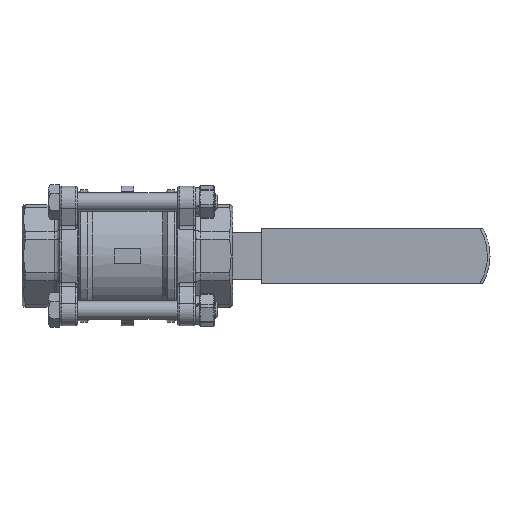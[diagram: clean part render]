
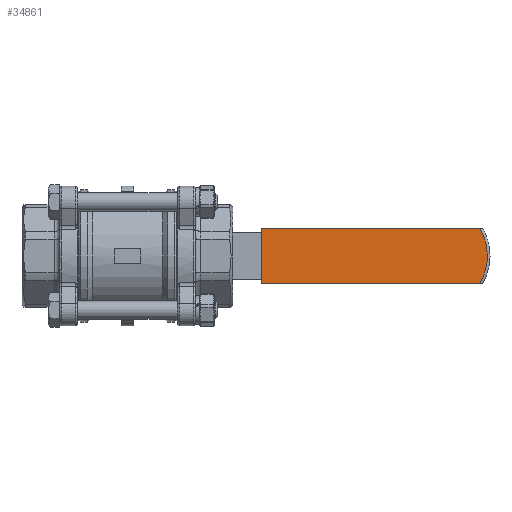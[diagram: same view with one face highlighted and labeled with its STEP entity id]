
A CAD part, front view. The second image highlights one B-rep face of the part: STEP entity #34861.
In plain terms, the highlighted planar face has unit normal (0, -1, 0).
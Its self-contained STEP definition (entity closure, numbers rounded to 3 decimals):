
#1244 = AXIS2_PLACEMENT_3D ( 'NONE', #1468, #35874, #6555 ) ;
#1468 = CARTESIAN_POINT ( 'NONE',  ( 174.201, 98.293, 0. ) ) ;
#2671 = DIRECTION ( 'NONE',  ( 0., 0., 1. ) ) ;
#6555 = DIRECTION ( 'NONE',  ( 0., 0., 1. ) ) ;
#8771 = EDGE_LOOP ( 'NONE', ( #29044, #40235, #22603, #24459 ) ) ;
#9064 = CARTESIAN_POINT ( 'NONE',  ( 200.055, 98.293, -15.8 ) ) ;
#9855 = CARTESIAN_POINT ( 'NONE',  ( 200.055, 98.293, -15.8 ) ) ;
#13647 = LINE ( 'NONE', #47027, #63411 ) ;
#13980 = VECTOR ( 'NONE', #64110, 1000. ) ;
#14038 = EDGE_CURVE ( 'NONE', #41091, #27856, #26886, .T. ) ;
#14425 = CARTESIAN_POINT ( 'NONE',  ( 76.001, 98.293, 15.8 ) ) ;
#15754 = EDGE_CURVE ( 'NONE', #59448, #16144, #64442, .T. ) ;
#16144 = VERTEX_POINT ( 'NONE', #16513 ) ;
#16513 = CARTESIAN_POINT ( 'NONE',  ( 76.001, 98.293, -15.8 ) ) ;
#22603 = ORIENTED_EDGE ( 'NONE', *, *, #64167, .F. ) ;
#22976 = VECTOR ( 'NONE', #24948, 1000. ) ;
#23403 = FACE_OUTER_BOUND ( 'NONE', #8771, .T. ) ;
#24046 = CARTESIAN_POINT ( 'NONE',  ( 174.201, 98.293, -15.8 ) ) ;
#24459 = ORIENTED_EDGE ( 'NONE', *, *, #15754, .F. ) ;
#24948 = DIRECTION ( 'NONE',  ( -1., 0., 0. ) ) ;
#26886 = LINE ( 'NONE', #64534, #13980 ) ;
#27856 = VERTEX_POINT ( 'NONE', #33948 ) ;
#29044 = ORIENTED_EDGE ( 'NONE', *, *, #30545, .F. ) ;
#29215 = CARTESIAN_POINT ( 'NONE',  ( 206.143, 98.293, 5.838 ) ) ;
#30545 = EDGE_CURVE ( 'NONE', #27856, #59448, #52720, .T. ) ;
#33948 = CARTESIAN_POINT ( 'NONE',  ( 200.055, 98.293, 15.8 ) ) ;
#34861 = ADVANCED_FACE ( 'NONE', ( #23403 ), #40733, .F. ) ;
#35874 = DIRECTION ( 'NONE',  ( 0., 1., 0. ) ) ;
#39153 = CARTESIAN_POINT ( 'NONE',  ( 206.143, 98.293, -5.838 ) ) ;
#40235 = ORIENTED_EDGE ( 'NONE', *, *, #14038, .F. ) ;
#40733 = PLANE ( 'NONE',  #1244 ) ;
#41091 = VERTEX_POINT ( 'NONE', #14425 ) ;
#47027 = CARTESIAN_POINT ( 'NONE',  ( 76.001, 98.293, 0. ) ) ;
#52720 =( BOUNDED_CURVE ( )  B_SPLINE_CURVE ( 3, ( #64348, #29215, #39153, #9855 ),
 .UNSPECIFIED., .F., .F. ) 
 B_SPLINE_CURVE_WITH_KNOTS ( ( 4, 4 ),
 ( 0., 1. ),
 .UNSPECIFIED. ) 
 CURVE ( )  GEOMETRIC_REPRESENTATION_ITEM ( )  RATIONAL_B_SPLINE_CURVE ( ( 1., 0.902, 0.902, 1. ) ) 
 REPRESENTATION_ITEM ( '' )  );
#59448 = VERTEX_POINT ( 'NONE', #9064 ) ;
#63411 = VECTOR ( 'NONE', #2671, 1000. ) ;
#64110 = DIRECTION ( 'NONE',  ( 1., 0., 0. ) ) ;
#64167 = EDGE_CURVE ( 'NONE', #16144, #41091, #13647, .T. ) ;
#64348 = CARTESIAN_POINT ( 'NONE',  ( 200.055, 98.293, 15.8 ) ) ;
#64442 = LINE ( 'NONE', #24046, #22976 ) ;
#64534 = CARTESIAN_POINT ( 'NONE',  ( 174.201, 98.293, 15.8 ) ) ;
